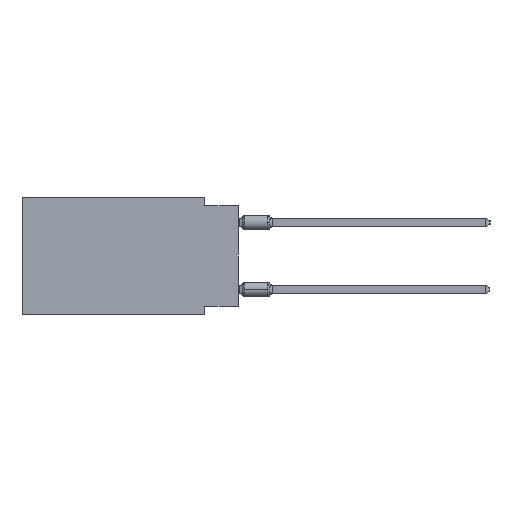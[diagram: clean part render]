
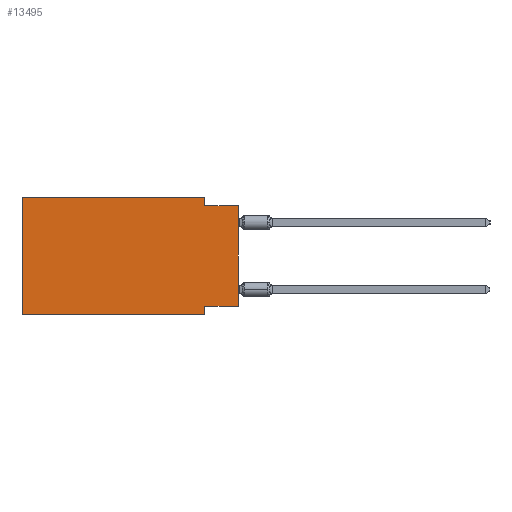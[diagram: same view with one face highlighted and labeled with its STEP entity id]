
A CAD part, left-side view. The second image highlights one B-rep face of the part: STEP entity #13495.
In plain terms, the highlighted planar face has unit normal (-1, 0, 0).
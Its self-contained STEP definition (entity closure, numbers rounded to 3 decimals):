
#1461 = AXIS2_PLACEMENT_3D ( 'NONE', #46189, #43915, #25404 ) ;
#2508 = EDGE_LOOP ( 'NONE', ( #53091, #2744, #37903, #21756, #60999, #23241, #59274, #39503 ) ) ;
#2744 = ORIENTED_EDGE ( 'NONE', *, *, #22556, .F. ) ;
#2756 = VERTEX_POINT ( 'NONE', #9808 ) ;
#3125 = CARTESIAN_POINT ( 'NONE',  ( 0., 0., -0.635 ) ) ;
#3213 = VERTEX_POINT ( 'NONE', #62853 ) ;
#3996 = DIRECTION ( 'NONE',  ( 0., -1., 0. ) ) ;
#4056 = DIRECTION ( 'NONE',  ( 0., -1., 0. ) ) ;
#5039 = CARTESIAN_POINT ( 'NONE',  ( 0., 2.54, -8.89 ) ) ;
#8599 = EDGE_CURVE ( 'NONE', #52003, #2756, #12226, .T. ) ;
#9808 = CARTESIAN_POINT ( 'NONE',  ( 0., 2.54, -8.255 ) ) ;
#9809 = LINE ( 'NONE', #5039, #56625 ) ;
#12226 = LINE ( 'NONE', #49677, #64065 ) ;
#12764 = VERTEX_POINT ( 'NONE', #65163 ) ;
#12897 = CARTESIAN_POINT ( 'NONE',  ( 0., 0., -8.255 ) ) ;
#13495 = ADVANCED_FACE ( 'NONE', ( #23470 ), #54785, .F. ) ;
#14963 = CARTESIAN_POINT ( 'NONE',  ( 0., 16.383, -8.89 ) ) ;
#17012 = DIRECTION ( 'NONE',  ( 0., 1., 0. ) ) ;
#19336 = CARTESIAN_POINT ( 'NONE',  ( 0., 0., -0.635 ) ) ;
#19397 = LINE ( 'NONE', #14963, #43594 ) ;
#21756 = ORIENTED_EDGE ( 'NONE', *, *, #40621, .F. ) ;
#21978 = CARTESIAN_POINT ( 'NONE',  ( 0., 16.383, 0. ) ) ;
#22556 = EDGE_CURVE ( 'NONE', #3213, #38186, #39772, .T. ) ;
#23241 = ORIENTED_EDGE ( 'NONE', *, *, #38538, .T. ) ;
#23470 = FACE_OUTER_BOUND ( 'NONE', #2508, .T. ) ;
#23592 = EDGE_CURVE ( 'NONE', #65601, #3213, #48021, .T. ) ;
#25040 = LINE ( 'NONE', #34923, #36707 ) ;
#25404 = DIRECTION ( 'NONE',  ( 0., 0., -1. ) ) ;
#28669 = VECTOR ( 'NONE', #43906, 1000. ) ;
#28898 = VECTOR ( 'NONE', #3996, 1000. ) ;
#30853 = LINE ( 'NONE', #21978, #46920 ) ;
#33124 = EDGE_CURVE ( 'NONE', #52003, #38186, #25040, .T. ) ;
#33679 = LINE ( 'NONE', #39125, #28669 ) ;
#34923 = CARTESIAN_POINT ( 'NONE',  ( 0., 0., 0. ) ) ;
#35494 = VERTEX_POINT ( 'NONE', #63716 ) ;
#36707 = VECTOR ( 'NONE', #62150, 1000. ) ;
#37728 = VERTEX_POINT ( 'NONE', #39843 ) ;
#37903 = ORIENTED_EDGE ( 'NONE', *, *, #23592, .F. ) ;
#38186 = VERTEX_POINT ( 'NONE', #3125 ) ;
#38472 = DIRECTION ( 'NONE',  ( 0., 0., -1. ) ) ;
#38538 = EDGE_CURVE ( 'NONE', #37728, #35494, #19397, .T. ) ;
#38796 = CARTESIAN_POINT ( 'NONE',  ( 0., 2.54, 0. ) ) ;
#39125 = CARTESIAN_POINT ( 'NONE',  ( 0., 16.383, 0. ) ) ;
#39503 = ORIENTED_EDGE ( 'NONE', *, *, #8599, .F. ) ;
#39772 = LINE ( 'NONE', #19336, #28898 ) ;
#39843 = CARTESIAN_POINT ( 'NONE',  ( 0., 16.383, -8.89 ) ) ;
#40621 = EDGE_CURVE ( 'NONE', #12764, #65601, #33679, .T. ) ;
#43594 = VECTOR ( 'NONE', #4056, 1000. ) ;
#43906 = DIRECTION ( 'NONE',  ( 0., -1., 0. ) ) ;
#43915 = DIRECTION ( 'NONE',  ( 1., 0., 0. ) ) ;
#46189 = CARTESIAN_POINT ( 'NONE',  ( 0., 16.383, 0. ) ) ;
#46442 = VECTOR ( 'NONE', #38472, 1000. ) ;
#46920 = VECTOR ( 'NONE', #62862, 1000. ) ;
#48021 = LINE ( 'NONE', #38796, #46442 ) ;
#49677 = CARTESIAN_POINT ( 'NONE',  ( 0., 0., -8.255 ) ) ;
#49971 = EDGE_CURVE ( 'NONE', #2756, #35494, #9809, .T. ) ;
#50584 = EDGE_CURVE ( 'NONE', #37728, #12764, #30853, .T. ) ;
#52003 = VERTEX_POINT ( 'NONE', #12897 ) ;
#53091 = ORIENTED_EDGE ( 'NONE', *, *, #33124, .T. ) ;
#54785 = PLANE ( 'NONE',  #1461 ) ;
#55214 = CARTESIAN_POINT ( 'NONE',  ( 0., 2.54, 0. ) ) ;
#56625 = VECTOR ( 'NONE', #67023, 1000. ) ;
#59274 = ORIENTED_EDGE ( 'NONE', *, *, #49971, .F. ) ;
#60999 = ORIENTED_EDGE ( 'NONE', *, *, #50584, .F. ) ;
#62150 = DIRECTION ( 'NONE',  ( 0., 0., 1. ) ) ;
#62853 = CARTESIAN_POINT ( 'NONE',  ( 0., 2.54, -0.635 ) ) ;
#62862 = DIRECTION ( 'NONE',  ( 0., 0., 1. ) ) ;
#63716 = CARTESIAN_POINT ( 'NONE',  ( 0., 2.54, -8.89 ) ) ;
#64065 = VECTOR ( 'NONE', #17012, 1000. ) ;
#65163 = CARTESIAN_POINT ( 'NONE',  ( 0., 16.383, 0. ) ) ;
#65601 = VERTEX_POINT ( 'NONE', #55214 ) ;
#67023 = DIRECTION ( 'NONE',  ( 0., 0., -1. ) ) ;
